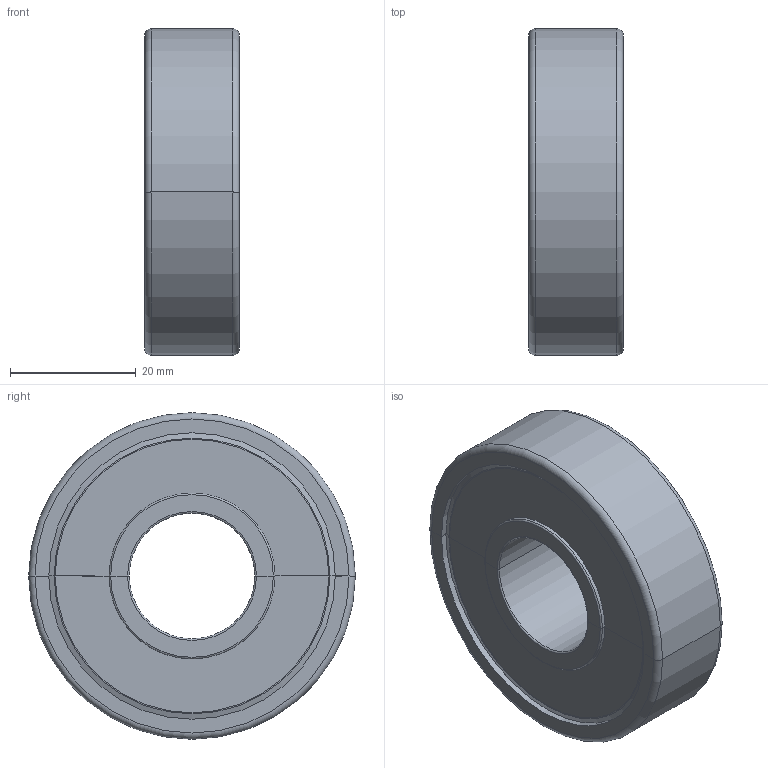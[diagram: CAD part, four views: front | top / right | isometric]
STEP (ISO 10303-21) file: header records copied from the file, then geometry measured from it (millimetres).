
FILE_DESCRIPTION(('STEP AP242'), '1');
FILE_NAME('Bearing', '', ('UNSPECIFIED'), ('UNSPECIFIED'), 'C3D Converter', 'C3D Toolkit', '');
FILE_SCHEMA(('AP242_MANAGED_MODEL_BASED_3D_ENGINEERING_MIM_LF { 1 0 10303 442 1 1 4 }'));
Length unit declared in the file: millimetre
Assembly tree (30 placements, depth 2):
  (unnamed)
    (unnamed)
    (unnamed)
    (unnamed)  x2
    (unnamed)  x4
    (unnamed)  x4
    (unnamed)  x8
    (unnamed)  x2
    (unnamed)  x8
Bounding box: 15 x 52 x 52 mm (x, y, z)
Volume: 15128 mm3; surface area: 18638.6 mm2
Topology: 32 solids, 32 shells, 392 faces, 1000 edges, 664 vertices
Faces by surface type: plane 128, cylinder 72, bspline 64, sphere 60, torus 60, cone 8
Full cylindrical faces by diameter (mm): 1 x32
Entity records: 28244 total; most frequent: CARTESIAN_POINT 16588, ORIENTED_EDGE 1772, DIRECTION 1538, EDGE_CURVE 886, AXIS2_PLACEMENT_3D 685, VERTEX_POINT 606, EDGE_LOOP 388, CIRCLE 382
